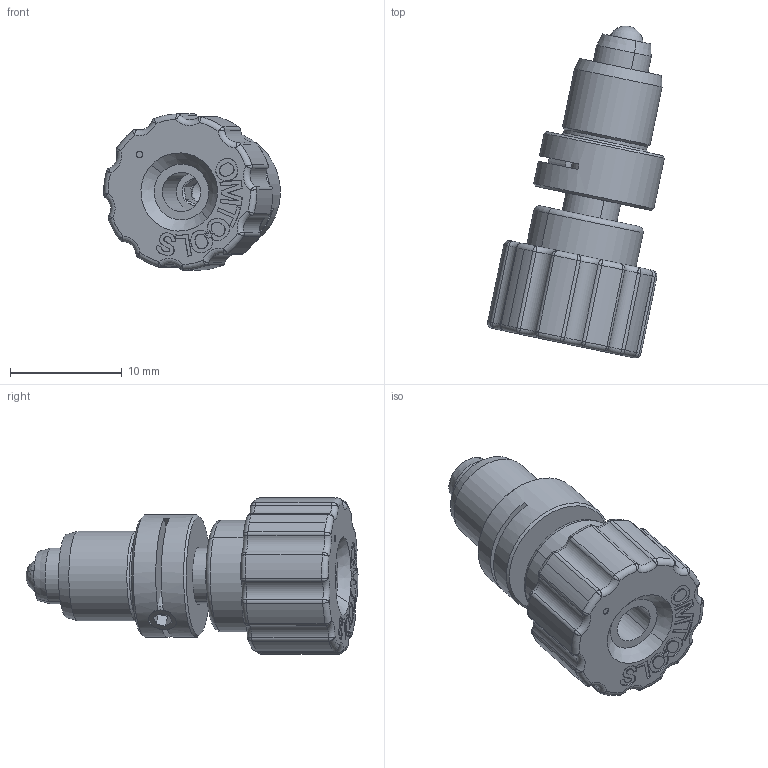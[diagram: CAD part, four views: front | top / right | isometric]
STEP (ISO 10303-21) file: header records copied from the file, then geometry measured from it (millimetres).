
FILE_DESCRIPTION (( 'STEP AP214' ), '1' );
FILE_NAME ('SPM5L29S.STEP', '2021-07-09T03:52:55', ( '' ), ( '' ), 'SwSTEP 2.0', 'SolidWorks 2018', '' );
FILE_SCHEMA (( 'AUTOMOTIVE_DESIGN' ));
Length unit declared in the file: millimetre
Products named in the file (1): SPM5L29S
Bounding box: 15.8 x 29.7 x 13.99 mm (x, y, z)
Volume: 2250 mm3; surface area: 2138 mm2
Topology: 5 solids, 5 shells, 341 faces, 847 edges, 481 vertices
Faces by surface type: bspline 144, cylinder 68, plane 60, torus 42, cone 25, sphere 2
Full cylindrical faces by diameter (mm): 0.6 x1, 4.75 x2, 5 x1, 6 x1, 7.6 x1, 8 x1, 11 x1
Entity records: 16747 total; most frequent: CARTESIAN_POINT 6169, ORIENTED_EDGE 1552, DIRECTION 1085, EDGE_CURVE 776, VERTEX_POINT 476, AXIS2_PLACEMENT_3D 411, EDGE_LOOP 378, FACE_OUTER_BOUND 349
